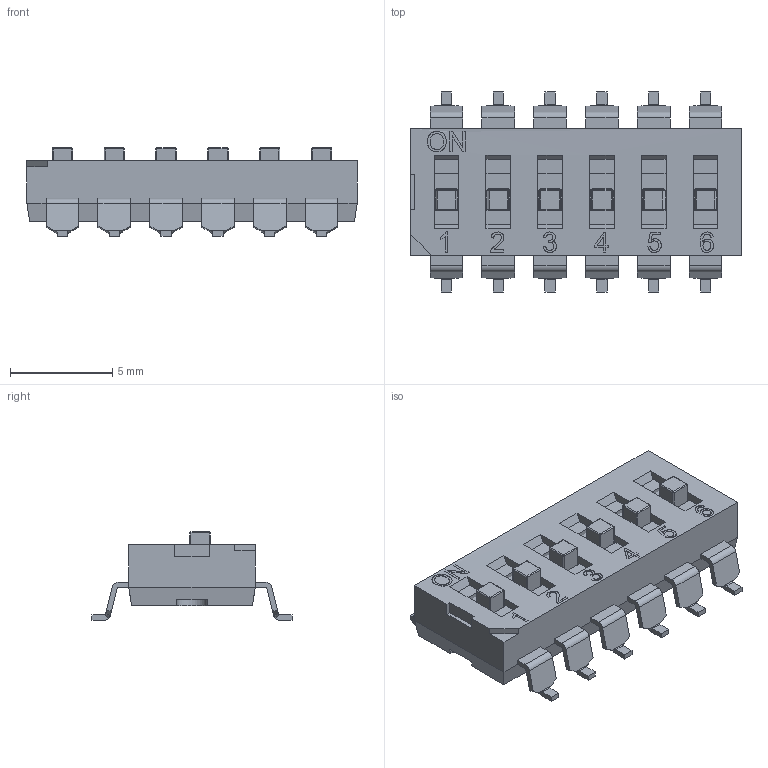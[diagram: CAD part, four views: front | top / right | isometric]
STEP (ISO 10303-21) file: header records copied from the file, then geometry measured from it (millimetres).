
FILE_DESCRIPTION(/* description */ (''),/* implementation_level */ '2;1');
FILE_NAME(/* name */ 'SMD DIP SWITCH 6P.step',/* time_stamp */ '2021-04-01T12:33:58+02:00',/* author */ (''),/* organization */ (''),/* preprocessor_version */ 'ST-DEVELOPER v18.1',/* originating_system */ 'Autodesk Translation Framework v9.10.0.1330',/* authorisation */ '');
FILE_SCHEMA (('AUTOMOTIVE_DESIGN { 1 0 10303 214 3 1 1 }'));
Length unit declared in the file: millimetre
Products named in the file (1): SMD DIP SWITCH 6P
Bounding box: 16.18 x 9.8 x 4.32 mm (x, y, z)
Volume: 313.4 mm3; surface area: 677.7 mm2
Topology: 19 solids, 19 shells, 1088 faces, 2928 edges, 1848 vertices
Faces by surface type: plane 672, cylinder 326, bspline 42, torus 24, sphere 24
Full cylindrical faces by diameter (mm): 0.57 x6, 0.6 x18, 2.4 x1
Entity records: 35453 total; most frequent: CARTESIAN_POINT 7845, ORIENTED_EDGE 5856, DIRECTION 5591, EDGE_CURVE 2928, LINE 2143, VECTOR 2143, VERTEX_POINT 1848, AXIS2_PLACEMENT_3D 1724
